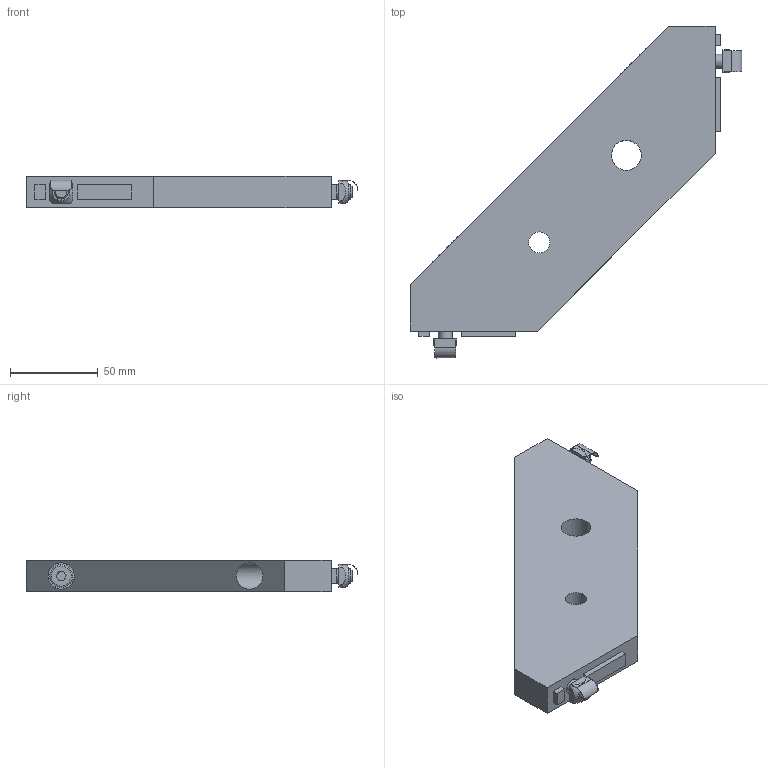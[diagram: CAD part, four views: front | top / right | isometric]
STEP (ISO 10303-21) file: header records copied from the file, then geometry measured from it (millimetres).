
FILE_DESCRIPTION(/* description */ (''),/* implementation_level */ '2;1');
FILE_NAME(/* name */ '211784-7.step',/* time_stamp */ '2021-08-27T13:39:16+02:00',/* author */ ('Administrator'),/* organization */ (''),/* preprocessor_version */ 'ST-DEVELOPER v18.1',/* originating_system */ 'Autodesk Inventor 2021',/* authorisation */ '');
FILE_SCHEMA (('AUTOMOTIVE_DESIGN { 1 0 10303 214 3 1 1 }'));
Length unit declared in the file: millimetre
Products named in the file (4): leer; 21-1784-1FZ.000; leer_1; 21-1351-2FZ.005
Assembly tree (5 placements, depth 2):
  leer
    21-1784-1FZ.000
    leer_1  x2
    21-1351-2FZ.005  x2
Bounding box: 188.73 x 188.73 x 18 mm (x, y, z)
Volume: 247119.9 mm3; surface area: 47453.6 mm2
Topology: 5 solids, 5 shells, 106 faces, 264 edges, 176 vertices
Faces by surface type: plane 76, cylinder 20, cone 6, torus 4
Full cylindrical faces by diameter (mm): 8 x4, 9 x2, 12 x1, 13 x2, 15 x2, 17 x1
Entity records: 2274 total; most frequent: CARTESIAN_POINT 437, ORIENTED_EDGE 346, DIRECTION 344, EDGE_CURVE 173, LINE 122, VECTOR 122, VERTEX_POINT 116, AXIS2_PLACEMENT_3D 111
